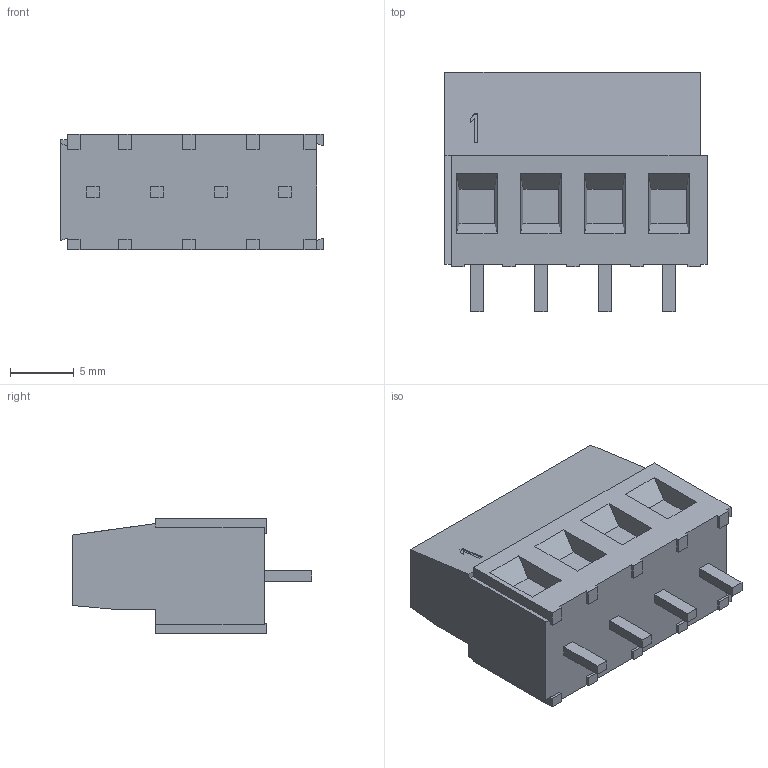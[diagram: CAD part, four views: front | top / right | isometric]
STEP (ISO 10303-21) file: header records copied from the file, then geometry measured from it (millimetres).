
FILE_DESCRIPTION((''),'2;1');
FILE_NAME('C-796683-4','2017-04-10T',('workeradm'),('Tyco Electronics Ltd.'),'CREO PARAMETRIC BY PTC INC, 2016050','CREO PARAMETRIC BY PTC INC, 2016050','');
FILE_SCHEMA(('AUTOMOTIVE_DESIGN { 1 0 10303 214 1 1 1 1 }'));
Length unit declared in the file: millimetre
Products named in the file (1): C-796683-4
Bounding box: 20.5 x 18.7 x 9 mm (x, y, z)
Volume: 2201.5 mm3; surface area: 1438.8 mm2
Topology: 1 solids, 1 shells, 186 faces, 452 edges, 301 vertices
Faces by surface type: plane 162, bspline 16, cylinder 8
Entity records: 5936 total; most frequent: CARTESIAN_POINT 1405, ORIENTED_EDGE 904, DIRECTION 840, EDGE_CURVE 452, VECTOR 372, LINE 372, VERTEX_POINT 301, AXIS2_PLACEMENT_3D 234
